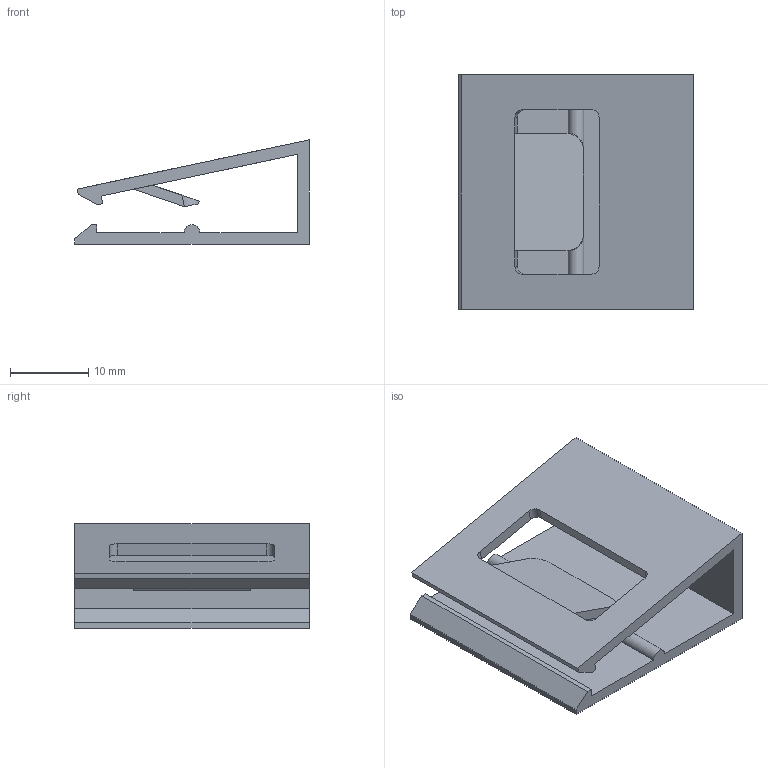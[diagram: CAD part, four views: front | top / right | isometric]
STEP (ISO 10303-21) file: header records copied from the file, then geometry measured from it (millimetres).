
FILE_DESCRIPTION( ( 'STEP AP203' ), '1' );
FILE_NAME( '鋼材マーカー（CADデータ用）.step', '2022-07-20T04:21:19', ( ' ' ), ( ' ' ), 'XStep 1.0', ' ', ' ' );
FILE_SCHEMA( ( 'CONFIG_CONTROL_DESIGN' ) );
Length unit declared in the file: millimetre
Products named in the file (1): 1
Bounding box: 30 x 30 x 13.35 mm (x, y, z)
Volume: 3077.2 mm3; surface area: 4515.2 mm2
Topology: 1 solids, 1 shells, 35 faces, 93 edges, 60 vertices
Faces by surface type: plane 28, cylinder 7
Entity records: 1123 total; most frequent: CARTESIAN_POINT 189, ORIENTED_EDGE 186, DIRECTION 181, EDGE_CURVE 93, LINE 77, VECTOR 77, VERTEX_POINT 60, AXIS2_PLACEMENT_3D 52
